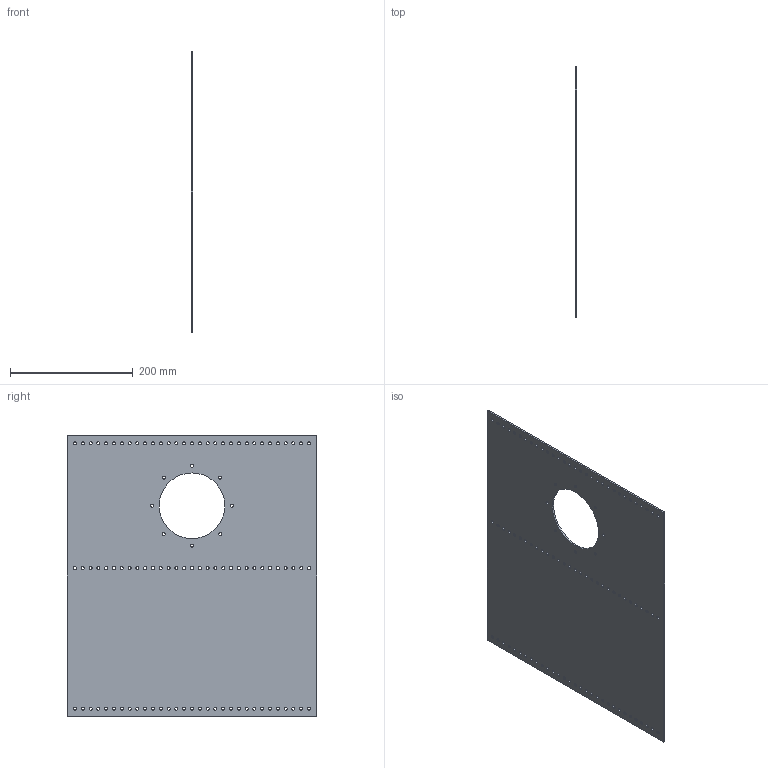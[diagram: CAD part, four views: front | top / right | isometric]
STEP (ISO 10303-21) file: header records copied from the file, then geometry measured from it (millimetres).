
FILE_DESCRIPTION(/* description */ ('STEP AP242','CAx-IF Rec.Pracs.---Representation and Presentation of Product Manufacturing Information (PMI)---4.0---2014-10-13','CAx-IF Rec.Pracs.---3D Tessellated Geometry---0.4---2014-09-14','2;1'),/* implementation_level */ '2;1');
FILE_NAME(/* name */ 'Main parts - Alt Feed Mountplate',/* time_stamp */ '2025-03-27T00:39:51Z',/* author */ (''),/* organization */ (''),/* preprocessor_version */ 'ST-DEVELOPER v20',/* originating_system */ 'ONSHAPE BY PTC INC, 1.195',/* authorisation */ ' ');
FILE_SCHEMA (('AP242_MANAGED_MODEL_BASED_3D_ENGINEERING_MIM_LF { 1 0 10303 442 1 1 4 }'));
Length unit declared in the file: metre
Products named in the file (1): Alt Feed Mountplate
Bounding box: 3.17 x 406.4 x 457.2 mm (x, y, z)
Volume: 554900.3 mm3; surface area: 361226.8 mm2
Topology: 1 solids, 1 shells, 108 faces, 420 edges, 314 vertices
Faces by surface type: cylinder 102, plane 6
Full cylindrical faces by diameter (mm): 4.978 x8, 5.105 x93, 106.897 x1
Entity records: 3646 total; most frequent: DIRECTION 638, CARTESIAN_POINT 537, ORIENTED_EDGE 432, EDGE_LOOP 414, FACE_BOUND 414, AXIS2_PLACEMENT_3D 313, EDGE_CURVE 216, VERTEX_POINT 212
